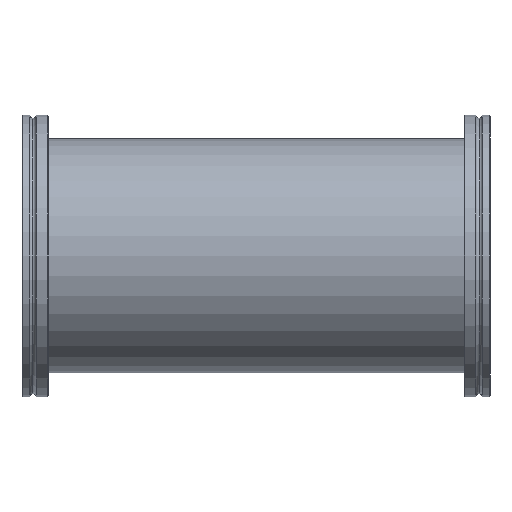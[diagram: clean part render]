
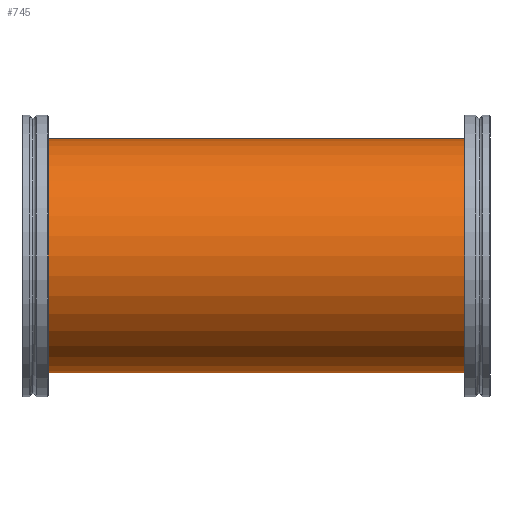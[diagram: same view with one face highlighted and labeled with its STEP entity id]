
A CAD part, front view. The second image highlights one B-rep face of the part: STEP entity #745.
In plain terms, the highlighted cylindrical face has radius 54 mm (diameter 108 mm), a partial arc.
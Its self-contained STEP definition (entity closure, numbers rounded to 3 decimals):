
#19 = DIRECTION ( 'NONE',  ( 1., 0., 0. ) ) ;
#24 = DIRECTION ( 'NONE',  ( 0., 0., -1. ) ) ;
#54 = CARTESIAN_POINT ( 'NONE',  ( -101.5, 0., 0. ) ) ;
#104 = DIRECTION ( 'NONE',  ( 0., 0., -1. ) ) ;
#105 = DIRECTION ( 'NONE',  ( 1., 0., 0. ) ) ;
#106 = CARTESIAN_POINT ( 'NONE',  ( 101.5, 0., 0. ) ) ;
#182 = EDGE_CURVE ( 'NONE', #768, #841, #1074, .T. ) ;
#194 = EDGE_CURVE ( 'NONE', #824, #751, #1089, .T. ) ;
#299 = AXIS2_PLACEMENT_3D ( 'NONE', #545, #541, #543 ) ;
#305 = EDGE_CURVE ( 'NONE', #824, #768, #1099, .T. ) ;
#309 = EDGE_CURVE ( 'NONE', #751, #841, #1101, .T. ) ;
#318 = AXIS2_PLACEMENT_3D ( 'NONE', #106, #105, #104 ) ;
#334 = AXIS2_PLACEMENT_3D ( 'NONE', #54, #19, #24 ) ;
#411 = CARTESIAN_POINT ( 'NONE',  ( 101.5, 0., 54. ) ) ;
#412 = DIRECTION ( 'NONE',  ( -1., 0., 0. ) ) ;
#413 = CARTESIAN_POINT ( 'NONE',  ( 101.5, 0., -54. ) ) ;
#414 = DIRECTION ( 'NONE',  ( -1., 0., 0. ) ) ;
#541 = DIRECTION ( 'NONE',  ( -1., 0., 0. ) ) ;
#543 = DIRECTION ( 'NONE',  ( 0., 0., 1. ) ) ;
#545 = CARTESIAN_POINT ( 'NONE',  ( 101.5, 0., 0. ) ) ;
#551 = CARTESIAN_POINT ( 'NONE',  ( 101.5, 0., -54. ) ) ;
#554 = CARTESIAN_POINT ( 'NONE',  ( -101.5, 0., 54. ) ) ;
#581 = CARTESIAN_POINT ( 'NONE',  ( 101.5, 0., 54. ) ) ;
#590 = CARTESIAN_POINT ( 'NONE',  ( -101.5, 0., -54. ) ) ;
#745 = ADVANCED_FACE ( 'NONE', ( #1181 ), #1185, .T. ) ;
#751 = VERTEX_POINT ( 'NONE', #551 ) ;
#768 = VERTEX_POINT ( 'NONE', #554 ) ;
#824 = VERTEX_POINT ( 'NONE', #581 ) ;
#826 = ORIENTED_EDGE ( 'NONE', *, *, #194, .F. ) ;
#827 = ORIENTED_EDGE ( 'NONE', *, *, #182, .T. ) ;
#831 = ORIENTED_EDGE ( 'NONE', *, *, #305, .T. ) ;
#841 = VERTEX_POINT ( 'NONE', #590 ) ;
#845 = ORIENTED_EDGE ( 'NONE', *, *, #309, .F. ) ;
#1002 = EDGE_LOOP ( 'NONE', ( #845, #826, #831, #827 ) ) ;
#1074 = CIRCLE ( 'NONE', #334, 54. ) ;
#1089 = CIRCLE ( 'NONE', #318, 54. ) ;
#1099 = LINE ( 'NONE', #411, #1102 ) ;
#1101 = LINE ( 'NONE', #413, #1104 ) ;
#1102 = VECTOR ( 'NONE', #412, 1000. ) ;
#1104 = VECTOR ( 'NONE', #414, 1000. ) ;
#1181 = FACE_OUTER_BOUND ( 'NONE', #1002, .T. ) ;
#1185 = CYLINDRICAL_SURFACE ( 'NONE', #299, 54. ) ;
